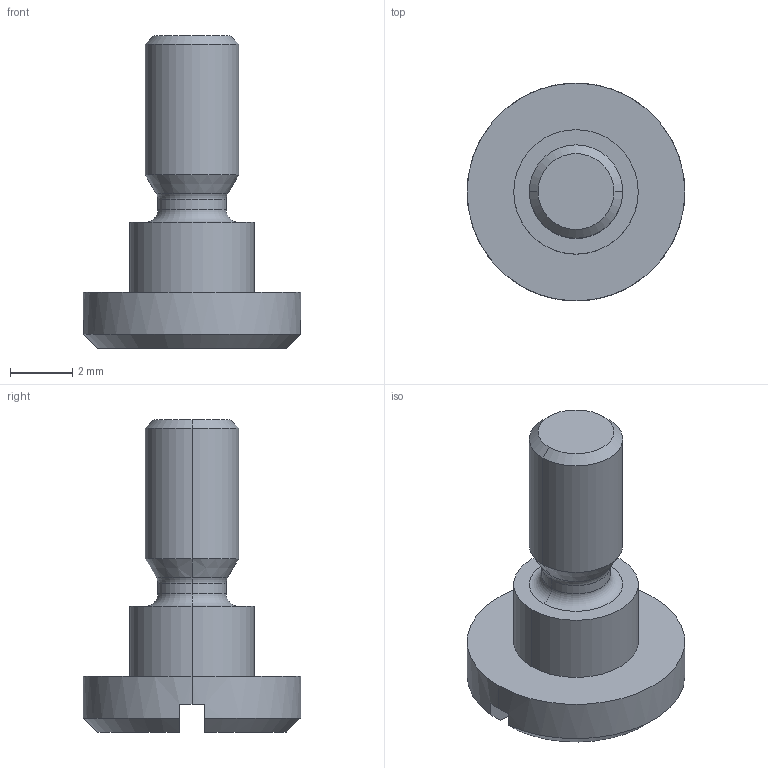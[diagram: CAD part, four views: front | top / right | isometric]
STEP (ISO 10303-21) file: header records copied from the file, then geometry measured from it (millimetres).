
FILE_DESCRIPTION (( 'STEP AP214' ), '1' );
FILE_NAME ('vis_epaulee.STEP', '2023-06-08T04:52:10', ( '' ), ( '' ), 'SwSTEP 2.0', 'SolidWorks 2022', '' );
FILE_SCHEMA (( 'AUTOMOTIVE_DESIGN' ));
Length unit declared in the file: millimetre
Products named in the file (1): vis_epaulee
Bounding box: 7 x 7 x 10.05 mm (x, y, z)
Volume: 129 mm3; surface area: 204.8 mm2
Topology: 1 solids, 1 shells, 26 faces, 56 edges, 34 vertices
Faces by surface type: cylinder 8, plane 8, cone 6, torus 4
Entity records: 772 total; most frequent: DIRECTION 138, CARTESIAN_POINT 129, ORIENTED_EDGE 112, AXIS2_PLACEMENT_3D 59, EDGE_CURVE 56, VERTEX_POINT 34, CIRCLE 32, EDGE_LOOP 28
